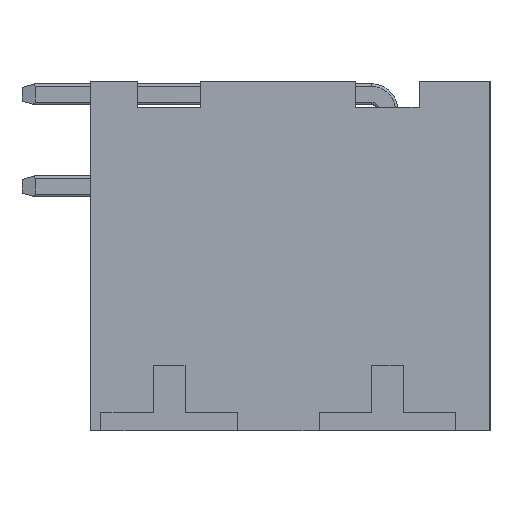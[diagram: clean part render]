
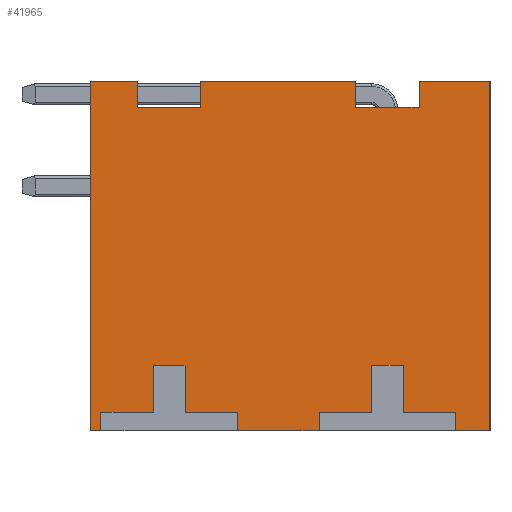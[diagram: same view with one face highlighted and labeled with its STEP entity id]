
A CAD part, left-side view. The second image highlights one B-rep face of the part: STEP entity #41965.
In plain terms, the highlighted planar face has unit normal (-1, 0, 0).
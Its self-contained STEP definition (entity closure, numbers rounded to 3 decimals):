
#1680=CARTESIAN_POINT('',(-44.16,-12.2,13.3));
#1681=VERTEX_POINT('',#1680);
#1688=CARTESIAN_POINT('',(-44.16,-12.2,0.));
#1689=VERTEX_POINT('',#1688);
#1690=CARTESIAN_POINT('',(-44.16,-12.2,13.3));
#1691=DIRECTION('',(0.,0.,-1.));
#1692=VECTOR('',#1691,13.3);
#1693=LINE('',#1690,#1692);
#1694=EDGE_CURVE('',#1681,#1689,#1693,.T.);
#36135=CARTESIAN_POINT('',(-44.16,-10.9,0.));
#36136=VERTEX_POINT('',#36135);
#36137=CARTESIAN_POINT('',(-44.16,-12.2,0.));
#36138=DIRECTION('',(0.,1.,0.));
#36139=VECTOR('',#36138,1.3);
#36140=LINE('',#36137,#36139);
#36141=EDGE_CURVE('',#1689,#36136,#36140,.T.);
#36159=CARTESIAN_POINT('',(-44.16,-5.7,0.));
#36160=VERTEX_POINT('',#36159);
#36167=CARTESIAN_POINT('',(-44.16,-2.6,0.));
#36168=VERTEX_POINT('',#36167);
#36169=CARTESIAN_POINT('',(-44.16,-5.7,0.));
#36170=DIRECTION('',(0.,1.,0.));
#36171=VECTOR('',#36170,3.1);
#36172=LINE('',#36169,#36171);
#36173=EDGE_CURVE('',#36160,#36168,#36172,.T.);
#36191=CARTESIAN_POINT('',(-44.16,2.6,0.));
#36192=VERTEX_POINT('',#36191);
#36199=CARTESIAN_POINT('',(-44.16,3.,0.));
#36200=VERTEX_POINT('',#36199);
#36201=CARTESIAN_POINT('',(-44.16,2.6,0.));
#36202=DIRECTION('',(0.,1.,0.));
#36203=VECTOR('',#36202,0.4);
#36204=LINE('',#36201,#36203);
#36205=EDGE_CURVE('',#36192,#36200,#36204,.T.);
#41768=CARTESIAN_POINT('',(-44.16,-3.785,11.21));
#41769=DIRECTION('',(0.,1.,0.));
#41770=DIRECTION('',(-1.,0.,0.));
#41771=AXIS2_PLACEMENT_3D('',#41768,#41770,#41769);
#41772=PLANE('',#41771);
#41773=CARTESIAN_POINT('',(-44.16,-1.2,13.3));
#41774=VERTEX_POINT('',#41773);
#41775=CARTESIAN_POINT('',(-44.16,-7.1,13.3));
#41776=VERTEX_POINT('',#41775);
#41777=CARTESIAN_POINT('',(-44.16,-1.2,13.3));
#41778=DIRECTION('',(0.,-1.,0.));
#41779=VECTOR('',#41778,5.9);
#41780=LINE('',#41777,#41779);
#41781=EDGE_CURVE('',#41774,#41776,#41780,.T.);
#41782=ORIENTED_EDGE('',*,*,#41781,.F.);
#41783=CARTESIAN_POINT('',(-44.16,-1.2,12.3));
#41784=VERTEX_POINT('',#41783);
#41785=CARTESIAN_POINT('',(-44.16,-1.2,12.3));
#41786=DIRECTION('',(0.,0.,1.));
#41787=VECTOR('',#41786,1.);
#41788=LINE('',#41785,#41787);
#41789=EDGE_CURVE('',#41784,#41774,#41788,.T.);
#41790=ORIENTED_EDGE('',*,*,#41789,.F.);
#41791=CARTESIAN_POINT('',(-44.16,1.2,12.3));
#41792=VERTEX_POINT('',#41791);
#41793=CARTESIAN_POINT('',(-44.16,1.2,12.3));
#41794=DIRECTION('',(0.,-1.,0.));
#41795=VECTOR('',#41794,2.4);
#41796=LINE('',#41793,#41795);
#41797=EDGE_CURVE('',#41792,#41784,#41796,.T.);
#41798=ORIENTED_EDGE('',*,*,#41797,.F.);
#41799=CARTESIAN_POINT('',(-44.16,1.2,13.3));
#41800=VERTEX_POINT('',#41799);
#41801=CARTESIAN_POINT('',(-44.16,1.2,13.3));
#41802=DIRECTION('',(0.,0.,-1.));
#41803=VECTOR('',#41802,1.);
#41804=LINE('',#41801,#41803);
#41805=EDGE_CURVE('',#41800,#41792,#41804,.T.);
#41806=ORIENTED_EDGE('',*,*,#41805,.F.);
#41807=CARTESIAN_POINT('',(-44.16,3.,13.3));
#41808=VERTEX_POINT('',#41807);
#41809=CARTESIAN_POINT('',(-44.16,3.,13.3));
#41810=DIRECTION('',(0.,-1.,0.));
#41811=VECTOR('',#41810,1.8);
#41812=LINE('',#41809,#41811);
#41813=EDGE_CURVE('',#41808,#41800,#41812,.T.);
#41814=ORIENTED_EDGE('',*,*,#41813,.F.);
#41815=CARTESIAN_POINT('',(-44.16,3.,0.));
#41816=DIRECTION('',(0.,0.,1.));
#41817=VECTOR('',#41816,13.3);
#41818=LINE('',#41815,#41817);
#41819=EDGE_CURVE('',#36200,#41808,#41818,.T.);
#41820=ORIENTED_EDGE('',*,*,#41819,.F.);
#41821=ORIENTED_EDGE('',*,*,#36205,.F.);
#41822=CARTESIAN_POINT('',(-44.16,2.6,0.7));
#41823=VERTEX_POINT('',#41822);
#41824=CARTESIAN_POINT('',(-44.16,2.6,0.));
#41825=DIRECTION('',(0.,0.,1.));
#41826=VECTOR('',#41825,0.7);
#41827=LINE('',#41824,#41826);
#41828=EDGE_CURVE('',#36192,#41823,#41827,.T.);
#41829=ORIENTED_EDGE('',*,*,#41828,.T.);
#41830=CARTESIAN_POINT('',(-44.16,0.6,0.7));
#41831=VERTEX_POINT('',#41830);
#41832=CARTESIAN_POINT('',(-44.16,2.6,0.7));
#41833=DIRECTION('',(0.,-1.,0.));
#41834=VECTOR('',#41833,2.);
#41835=LINE('',#41832,#41834);
#41836=EDGE_CURVE('',#41823,#41831,#41835,.T.);
#41837=ORIENTED_EDGE('',*,*,#41836,.T.);
#41838=CARTESIAN_POINT('',(-44.16,0.6,2.5));
#41839=VERTEX_POINT('',#41838);
#41840=CARTESIAN_POINT('',(-44.16,0.6,0.7));
#41841=DIRECTION('',(0.,0.,1.));
#41842=VECTOR('',#41841,1.8);
#41843=LINE('',#41840,#41842);
#41844=EDGE_CURVE('',#41831,#41839,#41843,.T.);
#41845=ORIENTED_EDGE('',*,*,#41844,.T.);
#41846=CARTESIAN_POINT('',(-44.16,-0.6,2.5));
#41847=VERTEX_POINT('',#41846);
#41848=CARTESIAN_POINT('',(-44.16,0.6,2.5));
#41849=DIRECTION('',(0.,-1.,0.));
#41850=VECTOR('',#41849,1.2);
#41851=LINE('',#41848,#41850);
#41852=EDGE_CURVE('',#41839,#41847,#41851,.T.);
#41853=ORIENTED_EDGE('',*,*,#41852,.T.);
#41854=CARTESIAN_POINT('',(-44.16,-0.6,0.7));
#41855=VERTEX_POINT('',#41854);
#41856=CARTESIAN_POINT('',(-44.16,-0.6,2.5));
#41857=DIRECTION('',(0.,0.,-1.));
#41858=VECTOR('',#41857,1.8);
#41859=LINE('',#41856,#41858);
#41860=EDGE_CURVE('',#41847,#41855,#41859,.T.);
#41861=ORIENTED_EDGE('',*,*,#41860,.T.);
#41862=CARTESIAN_POINT('',(-44.16,-2.6,0.7));
#41863=VERTEX_POINT('',#41862);
#41864=CARTESIAN_POINT('',(-44.16,-0.6,0.7));
#41865=DIRECTION('',(0.,-1.,0.));
#41866=VECTOR('',#41865,2.);
#41867=LINE('',#41864,#41866);
#41868=EDGE_CURVE('',#41855,#41863,#41867,.T.);
#41869=ORIENTED_EDGE('',*,*,#41868,.T.);
#41870=CARTESIAN_POINT('',(-44.16,-2.6,0.7));
#41871=DIRECTION('',(0.,0.,-1.));
#41872=VECTOR('',#41871,0.7);
#41873=LINE('',#41870,#41872);
#41874=EDGE_CURVE('',#41863,#36168,#41873,.T.);
#41875=ORIENTED_EDGE('',*,*,#41874,.T.);
#41876=ORIENTED_EDGE('',*,*,#36173,.F.);
#41877=CARTESIAN_POINT('',(-44.16,-5.7,0.7));
#41878=VERTEX_POINT('',#41877);
#41879=CARTESIAN_POINT('',(-44.16,-5.7,0.));
#41880=DIRECTION('',(0.,0.,1.));
#41881=VECTOR('',#41880,0.7);
#41882=LINE('',#41879,#41881);
#41883=EDGE_CURVE('',#36160,#41878,#41882,.T.);
#41884=ORIENTED_EDGE('',*,*,#41883,.T.);
#41885=CARTESIAN_POINT('',(-44.16,-7.7,0.7));
#41886=VERTEX_POINT('',#41885);
#41887=CARTESIAN_POINT('',(-44.16,-5.7,0.7));
#41888=DIRECTION('',(0.,-1.,0.));
#41889=VECTOR('',#41888,2.);
#41890=LINE('',#41887,#41889);
#41891=EDGE_CURVE('',#41878,#41886,#41890,.T.);
#41892=ORIENTED_EDGE('',*,*,#41891,.T.);
#41893=CARTESIAN_POINT('',(-44.16,-7.7,2.5));
#41894=VERTEX_POINT('',#41893);
#41895=CARTESIAN_POINT('',(-44.16,-7.7,0.7));
#41896=DIRECTION('',(0.,0.,1.));
#41897=VECTOR('',#41896,1.8);
#41898=LINE('',#41895,#41897);
#41899=EDGE_CURVE('',#41886,#41894,#41898,.T.);
#41900=ORIENTED_EDGE('',*,*,#41899,.T.);
#41901=CARTESIAN_POINT('',(-44.16,-8.9,2.5));
#41902=VERTEX_POINT('',#41901);
#41903=CARTESIAN_POINT('',(-44.16,-7.7,2.5));
#41904=DIRECTION('',(0.,-1.,0.));
#41905=VECTOR('',#41904,1.2);
#41906=LINE('',#41903,#41905);
#41907=EDGE_CURVE('',#41894,#41902,#41906,.T.);
#41908=ORIENTED_EDGE('',*,*,#41907,.T.);
#41909=CARTESIAN_POINT('',(-44.16,-8.9,0.7));
#41910=VERTEX_POINT('',#41909);
#41911=CARTESIAN_POINT('',(-44.16,-8.9,2.5));
#41912=DIRECTION('',(0.,0.,-1.));
#41913=VECTOR('',#41912,1.8);
#41914=LINE('',#41911,#41913);
#41915=EDGE_CURVE('',#41902,#41910,#41914,.T.);
#41916=ORIENTED_EDGE('',*,*,#41915,.T.);
#41917=CARTESIAN_POINT('',(-44.16,-10.9,0.7));
#41918=VERTEX_POINT('',#41917);
#41919=CARTESIAN_POINT('',(-44.16,-8.9,0.7));
#41920=DIRECTION('',(0.,-1.,0.));
#41921=VECTOR('',#41920,2.);
#41922=LINE('',#41919,#41921);
#41923=EDGE_CURVE('',#41910,#41918,#41922,.T.);
#41924=ORIENTED_EDGE('',*,*,#41923,.T.);
#41925=CARTESIAN_POINT('',(-44.16,-10.9,0.7));
#41926=DIRECTION('',(0.,0.,-1.));
#41927=VECTOR('',#41926,0.7);
#41928=LINE('',#41925,#41927);
#41929=EDGE_CURVE('',#41918,#36136,#41928,.T.);
#41930=ORIENTED_EDGE('',*,*,#41929,.T.);
#41931=ORIENTED_EDGE('',*,*,#36141,.F.);
#41932=ORIENTED_EDGE('',*,*,#1694,.F.);
#41933=CARTESIAN_POINT('',(-44.16,-9.5,13.3));
#41934=VERTEX_POINT('',#41933);
#41935=CARTESIAN_POINT('',(-44.16,-9.5,13.3));
#41936=DIRECTION('',(0.,-1.,0.));
#41937=VECTOR('',#41936,2.7);
#41938=LINE('',#41935,#41937);
#41939=EDGE_CURVE('',#41934,#1681,#41938,.T.);
#41940=ORIENTED_EDGE('',*,*,#41939,.F.);
#41941=CARTESIAN_POINT('',(-44.16,-9.5,12.3));
#41942=VERTEX_POINT('',#41941);
#41943=CARTESIAN_POINT('',(-44.16,-9.5,12.3));
#41944=DIRECTION('',(0.,0.,1.));
#41945=VECTOR('',#41944,1.);
#41946=LINE('',#41943,#41945);
#41947=EDGE_CURVE('',#41942,#41934,#41946,.T.);
#41948=ORIENTED_EDGE('',*,*,#41947,.F.);
#41949=CARTESIAN_POINT('',(-44.16,-7.1,12.3));
#41950=VERTEX_POINT('',#41949);
#41951=CARTESIAN_POINT('',(-44.16,-7.1,12.3));
#41952=DIRECTION('',(0.,-1.,0.));
#41953=VECTOR('',#41952,2.4);
#41954=LINE('',#41951,#41953);
#41955=EDGE_CURVE('',#41950,#41942,#41954,.T.);
#41956=ORIENTED_EDGE('',*,*,#41955,.F.);
#41957=CARTESIAN_POINT('',(-44.16,-7.1,13.3));
#41958=DIRECTION('',(0.,0.,-1.));
#41959=VECTOR('',#41958,1.);
#41960=LINE('',#41957,#41959);
#41961=EDGE_CURVE('',#41776,#41950,#41960,.T.);
#41962=ORIENTED_EDGE('',*,*,#41961,.F.);
#41963=EDGE_LOOP('',(#41782,#41790,#41798,#41806,#41814,#41820,#41821,#41829,#41837,#41845,#41853,#41861,#41869,#41875,#41876,#41884,#41892,#41900,#41908,#41916,#41924,#41930,#41931,#41932,#41940,#41948,#41956,#41962));
#41964=FACE_OUTER_BOUND('',#41963,.T.);
#41965=ADVANCED_FACE('',(#41964),#41772,.T.);
